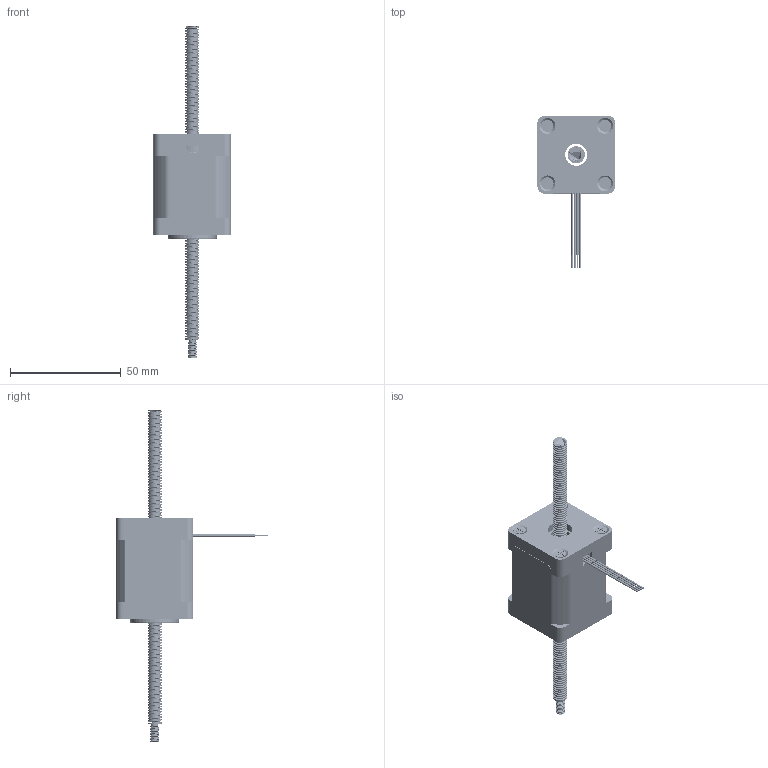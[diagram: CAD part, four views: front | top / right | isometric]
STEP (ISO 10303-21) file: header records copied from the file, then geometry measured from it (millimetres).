
FILE_DESCRIPTION (( 'STEP AP214' ), '1' );
FILE_NAME ('14N22-150.STEP', '2023-03-08T07:40:54', ( '' ), ( '' ), 'SwSTEP 2.0', 'SolidWorks 2022', '' );
FILE_SCHEMA (( 'AUTOMOTIVE_DESIGN' ));
Length unit declared in the file: millimetre
Products named in the file (26): 10-008隔磁片.STP; 14N22-150.STP; 01-005前盖.STP; 09-007-2（红白）.STP; 14N22-150; 07-010轴承.STP; 02-015（14H2047铁芯）.STP; 03-015（14E2047转子总成）.STP; 润滑油脂.STP; 12-016-2（14H2047前骨架）.STP; 05-0037.STP; 09-007-1（红）.STP; 02-016-2（1A定子总成）.STP; 09-007-3（绿）.STP; 12-016-1（14H2035后骨架）.STP; 42双厚铭牌.STP; 01-006后盖.STP; 11-014丝杆紧固螺母.STP; 07-003磁钢（14H2047）.STP; 06-008预紧.STP; 10-003（调整垫）.STP; 11-006（M3X41平头）.STP; 15-001-25（14H2047漆包线）.STP; 09-007-4（绿白）.STP; 12-006护线套.STP; 03-011-2（14H2047转子铁芯，L5）.STP
Assembly tree (33 placements, depth 4):
  14N22-150
    14N22-150.STP
      02-016-2（1A定子总成）.STP
        15-001-25（14H2047漆包线）.STP
        02-015（14H2047铁芯）.STP
        12-016-1（14H2035后骨架）.STP
        12-016-2（14H2047前骨架）.STP
        09-007-1（红）.STP
        09-007-2（红白）.STP
        09-007-3（绿）.STP
        09-007-4（绿白）.STP
      03-015（14E2047转子总成）.STP
        03-011-2（14H2047转子铁芯，L5）.STP  x4
        07-003磁钢（14H2047）.STP  x2
        10-008隔磁片.STP
      01-005前盖.STP
      01-006后盖.STP
      06-008预紧.STP
      07-010轴承.STP  x2
      10-003（调整垫）.STP
      12-006护线套.STP
      11-014丝杆紧固螺母.STP
      润滑油脂.STP
      11-006（M3X41平头）.STP  x4
      05-0037.STP
      42双厚铭牌.STP
Bounding box: 35.2 x 68.7 x 150 mm (x, y, z)
Volume: 39809.3 mm3; surface area: 56288.8 mm2
Topology: 34 solids, 34 shells, 3335 faces, 9635 edges, 6349 vertices
Faces by surface type: cylinder 2083, plane 1168, cone 38, torus 34, bspline 12
Full cylindrical faces by diameter (mm): 6.35 x118
Entity records: 116538 total; most frequent: CARTESIAN_POINT 60974, ORIENTED_EDGE 11594, DIRECTION 11437, EDGE_CURVE 5797, AXIS2_PLACEMENT_3D 4149, VERTEX_POINT 3799, VECTOR 3139, LINE 3139
